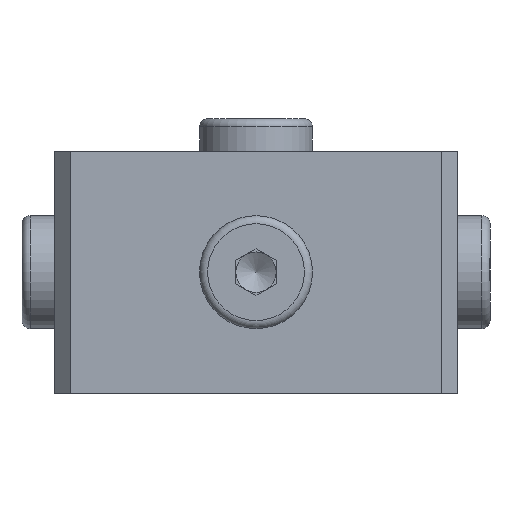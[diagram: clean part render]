
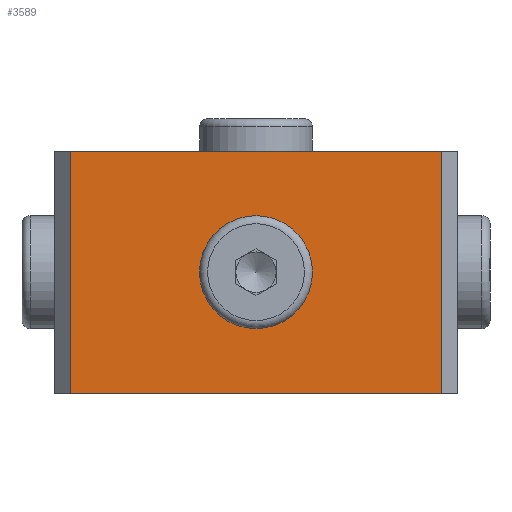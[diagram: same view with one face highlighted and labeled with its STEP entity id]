
A CAD part, front view. The second image highlights one B-rep face of the part: STEP entity #3589.
In plain terms, the highlighted face is planar.
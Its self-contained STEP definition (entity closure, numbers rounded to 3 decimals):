
#139=CIRCLE('',#3837,4.283);
#211=FACE_BOUND('',#788,.T.);
#563=FACE_OUTER_BOUND('',#787,.T.);
#787=EDGE_LOOP('',(#3175,#3176,#3177,#3178));
#788=EDGE_LOOP('',(#3179));
#1076=LINE('',#6261,#1395);
#1094=LINE('',#6349,#1413);
#1101=LINE('',#6363,#1420);
#1107=LINE('',#6382,#1426);
#1395=VECTOR('',#4351,10.);
#1413=VECTOR('',#4449,10.);
#1420=VECTOR('',#4458,10.);
#1426=VECTOR('',#4482,10.);
#1713=VERTEX_POINT('',#6257);
#1715=VERTEX_POINT('',#6260);
#1735=VERTEX_POINT('',#6313);
#1745=VERTEX_POINT('',#6347);
#1751=VERTEX_POINT('',#6361);
#2172=EDGE_CURVE('',#1713,#1715,#1076,.T.);
#2197=EDGE_CURVE('',#1735,#1735,#139,.T.);
#2217=EDGE_CURVE('',#1745,#1713,#1094,.T.);
#2224=EDGE_CURVE('',#1751,#1745,#1101,.T.);
#2234=EDGE_CURVE('',#1715,#1751,#1107,.T.);
#3175=ORIENTED_EDGE('',*,*,#2217,.F.);
#3176=ORIENTED_EDGE('',*,*,#2224,.F.);
#3177=ORIENTED_EDGE('',*,*,#2234,.F.);
#3178=ORIENTED_EDGE('',*,*,#2172,.F.);
#3179=ORIENTED_EDGE('',*,*,#2197,.T.);
#3409=PLANE('',#3869);
#3589=ADVANCED_FACE('',(#563,#211),#3409,.T.);
#3837=AXIS2_PLACEMENT_3D('',#6314,#4407,#4408);
#3869=AXIS2_PLACEMENT_3D('',#6392,#4497,#4498);
#4351=DIRECTION('',(-1.,0.,0.));
#4407=DIRECTION('center_axis',(0.,0.,1.));
#4408=DIRECTION('ref_axis',(-1.,0.,0.));
#4449=DIRECTION('',(0.,1.,0.));
#4458=DIRECTION('',(1.,0.,0.));
#4482=DIRECTION('',(0.,-1.,0.));
#4497=DIRECTION('center_axis',(0.,0.,-1.));
#4498=DIRECTION('ref_axis',(-1.,0.,0.));
#6257=CARTESIAN_POINT('',(23.,15.,-40.));
#6260=CARTESIAN_POINT('',(-23.,15.,-40.));
#6261=CARTESIAN_POINT('',(25.,15.,-40.));
#6313=CARTESIAN_POINT('',(4.283,0.,-40.));
#6314=CARTESIAN_POINT('Origin',(0.,0.,-40.));
#6347=CARTESIAN_POINT('',(23.,-15.,-40.));
#6349=CARTESIAN_POINT('',(23.,0.,-40.));
#6361=CARTESIAN_POINT('',(-23.,-15.,-40.));
#6363=CARTESIAN_POINT('',(25.,-15.,-40.));
#6382=CARTESIAN_POINT('',(-23.,0.,-40.));
#6392=CARTESIAN_POINT('Origin',(25.,0.,-40.));
